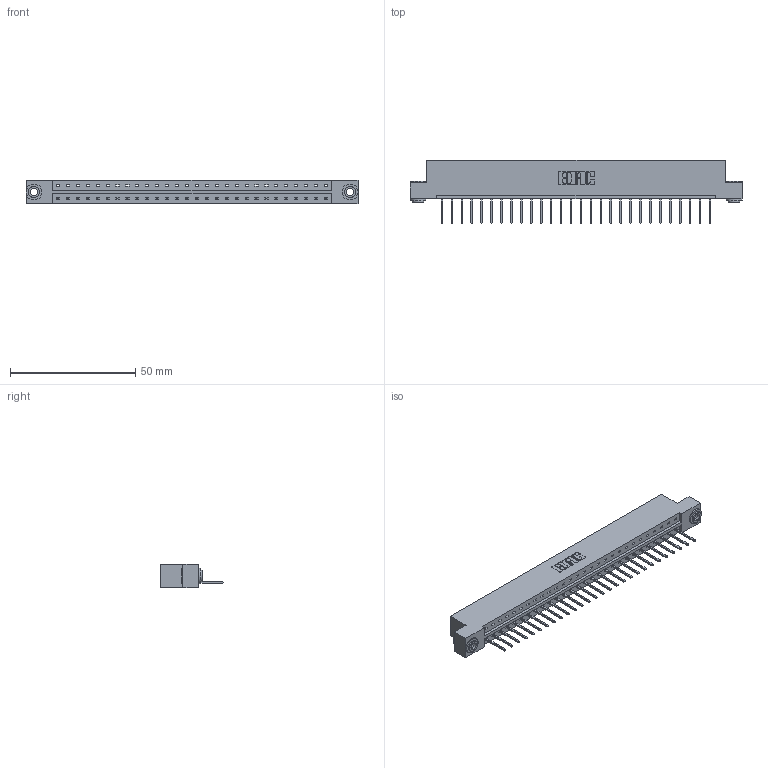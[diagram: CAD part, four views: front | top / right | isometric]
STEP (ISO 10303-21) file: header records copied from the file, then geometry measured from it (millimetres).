
FILE_DESCRIPTION (( 'STEP AP203' ), '1' );
FILE_NAME ('333-028-523-103.STEP', '2018-08-02T14:43:28', ( '' ), ( '' ), 'SwSTEP 2.0', 'SolidWorks 2016', '' );
FILE_SCHEMA (( 'CONFIG_CONTROL_DESIGN' ));
Length unit declared in the file: inch
Products named in the file (4): 333 Part_Flush - .156 Dia - TH; 345-292-001_345-293-123; 345-250-002_345-250-002-102; 333-028-523-103
Assembly tree (31 placements, depth 2):
  333-028-523-103
    333 Part_Flush - .156 Dia - TH
    345-292-001_345-293-123  x28
    345-250-002_345-250-002-102  x2
Bounding box: 132.49 x 25.15 x 9.4 mm (x, y, z)
Volume: 13220 mm3; surface area: 14468.5 mm2
Topology: 31 solids, 31 shells, 1776 faces, 5315 edges, 3502 vertices
Faces by surface type: plane 1256, cylinder 512, cone 8
Entity records: 19596 total; most frequent: CARTESIAN_POINT 3361, ORIENTED_EDGE 3318, DIRECTION 2897, EDGE_CURVE 1659, LINE 1507, VECTOR 1507, VERTEX_POINT 1102, AXIS2_PLACEMENT_3D 695
